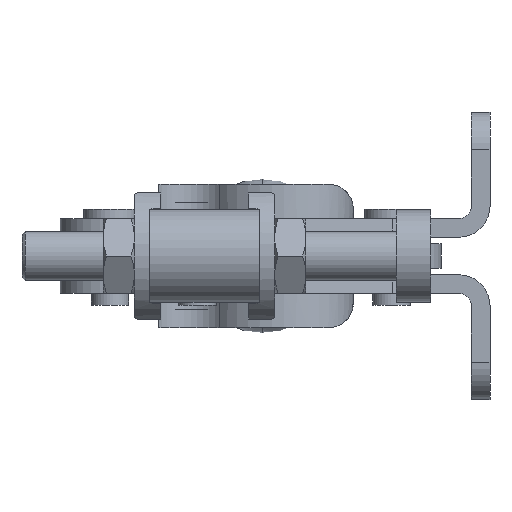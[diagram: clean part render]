
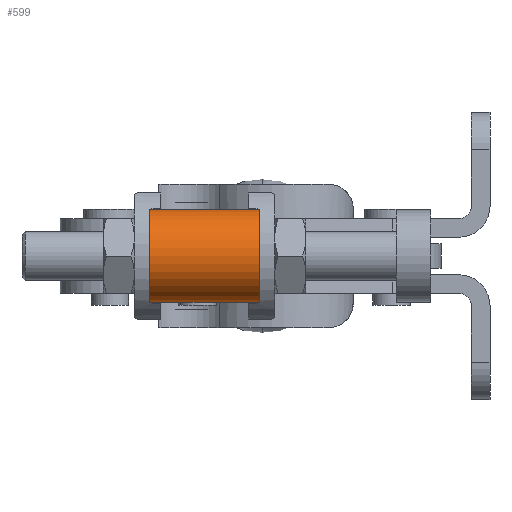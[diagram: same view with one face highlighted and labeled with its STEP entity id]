
A CAD part, left-side view. The second image highlights one B-rep face of the part: STEP entity #599.
In plain terms, the highlighted cylindrical face has radius 7.45 mm (diameter 14.9 mm), a partial arc.
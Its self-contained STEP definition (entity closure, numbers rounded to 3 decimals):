
#599 = ADVANCED_FACE( '', ( #1111 ), #1112, .T. );
#1111 = FACE_OUTER_BOUND( '', #1734, .T. );
#1112 = CYLINDRICAL_SURFACE( '', #1735, 7.45 );
#1734 = EDGE_LOOP( '', ( #3550, #3551, #3552, #3553 ) );
#1735 = AXIS2_PLACEMENT_3D( '', #3554, #3555, #3556 );
#3550 = ORIENTED_EDGE( '', *, *, #4818, .T. );
#3551 = ORIENTED_EDGE( '', *, *, #4869, .F. );
#3552 = ORIENTED_EDGE( '', *, *, #4846, .T. );
#3553 = ORIENTED_EDGE( '', *, *, #4868, .T. );
#3554 = CARTESIAN_POINT( '', ( -73.55, 30., 0. ) );
#3555 = DIRECTION( '', ( 0., -1., 0. ) );
#3556 = DIRECTION( '', ( 0., 0., -1. ) );
#4818 = EDGE_CURVE( '', #5904, #5902, #5905, .T. );
#4846 = EDGE_CURVE( '', #5960, #5958, #5961, .T. );
#4868 = EDGE_CURVE( '', #5958, #5904, #5990, .T. );
#4869 = EDGE_CURVE( '', #5960, #5902, #5991, .T. );
#5902 = VERTEX_POINT( '', #7419 );
#5904 = VERTEX_POINT( '', #7422 );
#5905 = CIRCLE( '', #7423, 7.45 );
#5958 = VERTEX_POINT( '', #7488 );
#5960 = VERTEX_POINT( '', #7491 );
#5961 = CIRCLE( '', #7492, 7.45 );
#5990 = LINE( '', #7536, #7537 );
#5991 = LINE( '', #7538, #7539 );
#7419 = CARTESIAN_POINT( '', ( -73.55, 54.5, -7.45 ) );
#7422 = CARTESIAN_POINT( '', ( -73.55, 54.5, 7.45 ) );
#7423 = AXIS2_PLACEMENT_3D( '', #9526, #9527, #9528 );
#7488 = CARTESIAN_POINT( '', ( -73.55, 37., 7.45 ) );
#7491 = CARTESIAN_POINT( '', ( -73.55, 37., -7.45 ) );
#7492 = AXIS2_PLACEMENT_3D( '', #9584, #9585, #9586 );
#7536 = CARTESIAN_POINT( '', ( -73.55, 30., 7.45 ) );
#7537 = VECTOR( '', #9620, 1. );
#7538 = CARTESIAN_POINT( '', ( -73.55, 30., -7.45 ) );
#7539 = VECTOR( '', #9621, 1. );
#9526 = CARTESIAN_POINT( '', ( -73.55, 54.5, 0. ) );
#9527 = DIRECTION( '', ( 0., -1., 0. ) );
#9528 = DIRECTION( '', ( 0., 0., -1. ) );
#9584 = CARTESIAN_POINT( '', ( -73.55, 37., 0. ) );
#9585 = DIRECTION( '', ( 0., 1., 0. ) );
#9586 = DIRECTION( '', ( 0., 0., -1. ) );
#9620 = DIRECTION( '', ( 0., 1., 0. ) );
#9621 = DIRECTION( '', ( 0., 1., 0. ) );
